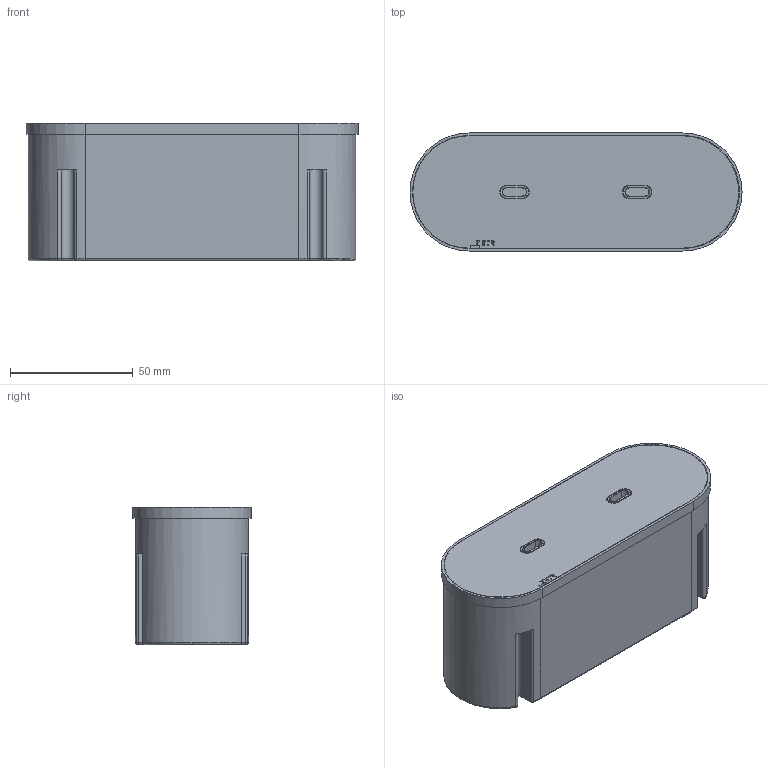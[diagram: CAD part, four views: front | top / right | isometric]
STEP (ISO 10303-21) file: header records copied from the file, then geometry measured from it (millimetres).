
FILE_DESCRIPTION (( 'STEP AP214' ), '1' );
FILE_NAME ('BIM 13-DUSBC.STEP', '2025-09-05T03:54:13', ( '' ), ( '' ), 'SwSTEP 2.0', 'SolidWorks 2025', '' );
FILE_SCHEMA (( 'AUTOMOTIVE_DESIGN' ));
Length unit declared in the file: millimetre
Products named in the file (1): BIM 13-DUSBC
Bounding box: 135 x 48 x 56.1 mm (x, y, z)
Volume: 230302.1 mm3; surface area: 74718.4 mm2
Topology: 2 solids, 2 shells, 315 faces, 784 edges, 488 vertices
Faces by surface type: plane 159, cylinder 78, torus 40, sphere 17, cone 13, bspline 8
Entity records: 9494 total; most frequent: CARTESIAN_POINT 1837, DIRECTION 1660, ORIENTED_EDGE 1564, EDGE_CURVE 782, AXIS2_PLACEMENT_3D 602, VERTEX_POINT 487, VECTOR 456, LINE 456
